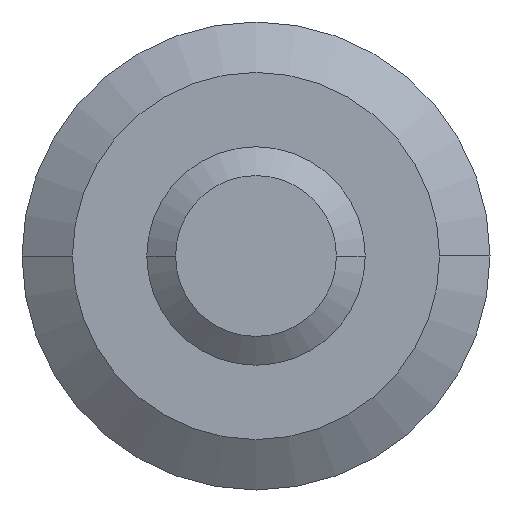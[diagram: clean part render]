
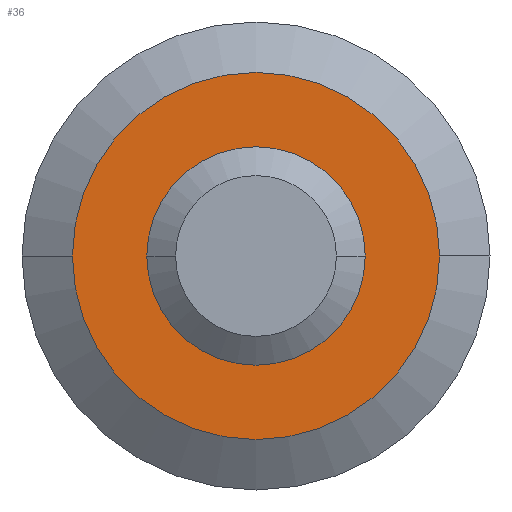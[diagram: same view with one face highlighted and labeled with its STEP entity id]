
A CAD part, front view. The second image highlights one B-rep face of the part: STEP entity #36.
In plain terms, the highlighted planar face has unit normal (0, -1, 0).
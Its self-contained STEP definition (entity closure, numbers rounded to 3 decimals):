
#2 = EDGE_CURVE ( 'NONE', #62, #13, #405, .T. ) ;
#13 = VERTEX_POINT ( 'NONE', #52 ) ;
#24 = VERTEX_POINT ( 'NONE', #242 ) ;
#28 = AXIS2_PLACEMENT_3D ( 'NONE', #318, #367, #127 ) ;
#29 = ORIENTED_EDGE ( 'NONE', *, *, #139, .F. ) ;
#36 = ADVANCED_FACE ( 'NONE', ( #356, #60 ), #237, .T. ) ;
#40 = DIRECTION ( 'NONE',  ( -1., 0., 0. ) ) ;
#52 = CARTESIAN_POINT ( 'NONE',  ( -0.35, -5.5, 0. ) ) ;
#60 = FACE_OUTER_BOUND ( 'NONE', #66, .T. ) ;
#62 = VERTEX_POINT ( 'NONE', #492 ) ;
#65 = AXIS2_PLACEMENT_3D ( 'NONE', #316, #129, #408 ) ;
#66 = EDGE_LOOP ( 'NONE', ( #454, #29 ) ) ;
#73 = CARTESIAN_POINT ( 'NONE',  ( 0., -5.5, 0. ) ) ;
#82 = AXIS2_PLACEMENT_3D ( 'NONE', #98, #190, #40 ) ;
#98 = CARTESIAN_POINT ( 'NONE',  ( 0., -5.5, 0. ) ) ;
#109 = CIRCLE ( 'NONE', #116, 0.35 ) ;
#116 = AXIS2_PLACEMENT_3D ( 'NONE', #73, #264, #193 ) ;
#127 = DIRECTION ( 'NONE',  ( -1., 0., 0. ) ) ;
#129 = DIRECTION ( 'NONE',  ( 0., -1., 0. ) ) ;
#139 = EDGE_CURVE ( 'NONE', #24, #218, #464, .T. ) ;
#152 = CARTESIAN_POINT ( 'NONE',  ( -0.588, -5.5, 0. ) ) ;
#190 = DIRECTION ( 'NONE',  ( 0., 1., 0. ) ) ;
#193 = DIRECTION ( 'NONE',  ( -1., 0., 0. ) ) ;
#200 = EDGE_CURVE ( 'NONE', #13, #62, #109, .T. ) ;
#203 = CARTESIAN_POINT ( 'NONE',  ( 0., -5.5, 0. ) ) ;
#213 = EDGE_LOOP ( 'NONE', ( #279, #246 ) ) ;
#218 = VERTEX_POINT ( 'NONE', #152 ) ;
#237 = PLANE ( 'NONE',  #65 ) ;
#242 = CARTESIAN_POINT ( 'NONE',  ( 0.588, -5.5, 0. ) ) ;
#246 = ORIENTED_EDGE ( 'NONE', *, *, #2, .T. ) ;
#264 = DIRECTION ( 'NONE',  ( 0., 1., 0. ) ) ;
#279 = ORIENTED_EDGE ( 'NONE', *, *, #200, .T. ) ;
#316 = CARTESIAN_POINT ( 'NONE',  ( -0.588, -5.5, 0. ) ) ;
#317 = DIRECTION ( 'NONE',  ( 0., 1., 0. ) ) ;
#318 = CARTESIAN_POINT ( 'NONE',  ( 0., -5.5, 0. ) ) ;
#356 = FACE_BOUND ( 'NONE', #213, .T. ) ;
#367 = DIRECTION ( 'NONE',  ( 0., 1., 0. ) ) ;
#405 = CIRCLE ( 'NONE', #28, 0.35 ) ;
#408 = DIRECTION ( 'NONE',  ( 1., 0., 0. ) ) ;
#454 = ORIENTED_EDGE ( 'NONE', *, *, #471, .F. ) ;
#456 = AXIS2_PLACEMENT_3D ( 'NONE', #203, #317, #485 ) ;
#464 = CIRCLE ( 'NONE', #82, 0.588 ) ;
#471 = EDGE_CURVE ( 'NONE', #218, #24, #472, .T. ) ;
#472 = CIRCLE ( 'NONE', #456, 0.588 ) ;
#485 = DIRECTION ( 'NONE',  ( -1., 0., 0. ) ) ;
#492 = CARTESIAN_POINT ( 'NONE',  ( 0.35, -5.5, 0. ) ) ;
